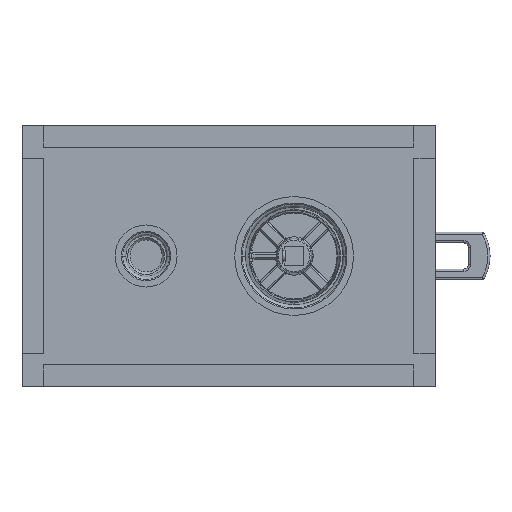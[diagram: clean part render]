
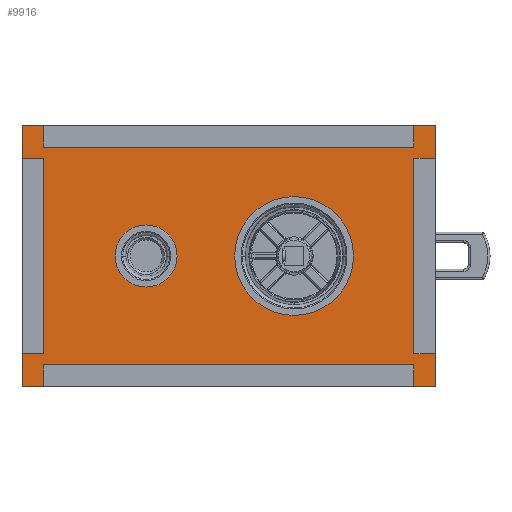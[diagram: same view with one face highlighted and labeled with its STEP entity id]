
A CAD part, left-side view. The second image highlights one B-rep face of the part: STEP entity #9916.
In plain terms, the highlighted face is planar.
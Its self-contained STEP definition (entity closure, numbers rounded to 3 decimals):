
#9321=DIRECTION('',(0.,0.,1.));
#9322=VECTOR('',#9321,190.);
#9323=CARTESIAN_POINT('',(-60.,0.,-95.));
#9324=LINE('',#9323,#9322);
#9328=DIRECTION('',(1.,0.,0.));
#9329=VECTOR('',#9328,120.);
#9330=CARTESIAN_POINT('',(-60.,0.,95.));
#9331=LINE('',#9330,#9329);
#9335=DIRECTION('',(0.,0.,-1.));
#9336=VECTOR('',#9335,190.);
#9337=CARTESIAN_POINT('',(60.,0.,95.));
#9338=LINE('',#9337,#9336);
#9342=DIRECTION('',(-1.,0.,0.));
#9343=VECTOR('',#9342,120.);
#9344=CARTESIAN_POINT('',(60.,0.,-95.));
#9345=LINE('',#9344,#9343);
#9349=CARTESIAN_POINT('',(0.,0.,-30.));
#9350=DIRECTION('',(0.,-1.,0.));
#9351=DIRECTION('',(0.,0.,-1.));
#9352=AXIS2_PLACEMENT_3D('',#9349,#9350,#9351);
#9357=CARTESIAN_POINT('',(0.,0.,-30.));
#9358=DIRECTION('',(0.,-1.,0.));
#9359=DIRECTION('',(0.,0.,1.));
#9360=AXIS2_PLACEMENT_3D('',#9357,#9358,#9359);
#9381=CARTESIAN_POINT('',(0.,0.,38.));
#9382=DIRECTION('',(0.,-1.,0.));
#9383=DIRECTION('',(0.,0.,-1.));
#9384=AXIS2_PLACEMENT_3D('',#9381,#9382,#9383);
#9389=CARTESIAN_POINT('',(0.,0.,38.));
#9390=DIRECTION('',(0.,-1.,0.));
#9391=DIRECTION('',(0.,0.,1.));
#9392=AXIS2_PLACEMENT_3D('',#9389,#9390,#9391);
#9809=CARTESIAN_POINT('',(-60.,0.,-95.));
#9810=CARTESIAN_POINT('',(-60.,0.,95.));
#9811=VERTEX_POINT('',#9809);
#9812=VERTEX_POINT('',#9810);
#9813=CARTESIAN_POINT('',(60.,0.,95.));
#9814=VERTEX_POINT('',#9813);
#9815=CARTESIAN_POINT('',(60.,0.,-95.));
#9816=VERTEX_POINT('',#9815);
#9845=CARTESIAN_POINT('',(0.,0.,-57.3));
#9846=CARTESIAN_POINT('',(0.,0.,-2.7));
#9847=VERTEX_POINT('',#9845);
#9848=VERTEX_POINT('',#9846);
#9857=CARTESIAN_POINT('',(0.,0.,23.75));
#9858=CARTESIAN_POINT('',(0.,0.,52.25));
#9859=VERTEX_POINT('',#9857);
#9860=VERTEX_POINT('',#9858);
#9889=CARTESIAN_POINT('',(0.,0.,0.));
#9890=DIRECTION('',(0.,1.,0.));
#9891=DIRECTION('',(1.,0.,0.));
#9892=AXIS2_PLACEMENT_3D('',#9889,#9890,#9891);
#9893=PLANE('',#9892);
#9895=ORIENTED_EDGE('',*,*,#9894,.T.);
#9897=ORIENTED_EDGE('',*,*,#9896,.T.);
#9899=ORIENTED_EDGE('',*,*,#9898,.T.);
#9901=ORIENTED_EDGE('',*,*,#9900,.T.);
#9902=EDGE_LOOP('',(#9895,#9897,#9899,#9901));
#9903=FACE_OUTER_BOUND('',#9902,.F.);
#9905=ORIENTED_EDGE('',*,*,#9904,.T.);
#9907=ORIENTED_EDGE('',*,*,#9906,.T.);
#9908=EDGE_LOOP('',(#9905,#9907));
#9909=FACE_BOUND('',#9908,.F.);
#9911=ORIENTED_EDGE('',*,*,#9910,.T.);
#9913=ORIENTED_EDGE('',*,*,#9912,.T.);
#9914=EDGE_LOOP('',(#9911,#9913));
#9915=FACE_BOUND('',#9914,.F.);
#9916=ADVANCED_FACE('',(#9903,#9909,#9915),#9893,.F.);
#9353=CIRCLE('',#9352,27.3);
#9361=CIRCLE('',#9360,27.3);
#9385=CIRCLE('',#9384,14.25);
#9393=CIRCLE('',#9392,14.25);
#9894=EDGE_CURVE('',#9811,#9812,#9324,.T.);
#9896=EDGE_CURVE('',#9812,#9814,#9331,.T.);
#9898=EDGE_CURVE('',#9814,#9816,#9338,.T.);
#9900=EDGE_CURVE('',#9816,#9811,#9345,.T.);
#9904=EDGE_CURVE('',#9847,#9848,#9353,.T.);
#9906=EDGE_CURVE('',#9848,#9847,#9361,.T.);
#9910=EDGE_CURVE('',#9859,#9860,#9385,.T.);
#9912=EDGE_CURVE('',#9860,#9859,#9393,.T.);
